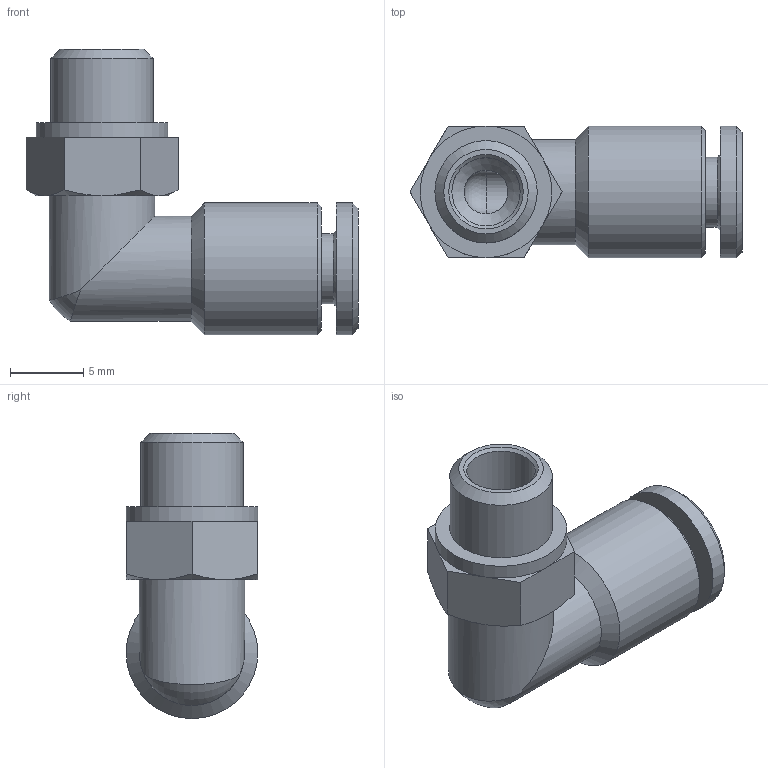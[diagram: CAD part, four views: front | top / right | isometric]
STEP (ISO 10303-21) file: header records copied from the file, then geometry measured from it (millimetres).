
FILE_DESCRIPTION(/* description */ ('STEP AP214'),/* implementation_level */ '2;1');
FILE_NAME(/* name */ '578278_NPQH-L-M7-Q4-P10',/* time_stamp */ '2024-09-13T05:24:33+02:00',/* author */ ('License CC BY-ND 4.0'),/* organization */ ('CADENAS'),/* preprocessor_version */ 'ST-DEVELOPER v19.3',/* originating_system */ 'PARTsolutions',/* authorisation */ ' ');
FILE_SCHEMA (('AUTOMOTIVE_DESIGN {1 0 10303 214 3 1 1}'));
Length unit declared in the file: millimetre
Products named in the file (1): 578278 NPQH-L-M7-Q4-P10
Bounding box: 22.7 x 9 x 19.5 mm (x, y, z)
Volume: 1259.3 mm3; surface area: 1421.7 mm2
Topology: 1 solids, 1 shells, 46 faces, 97 edges, 57 vertices
Faces by surface type: plane 19, cone 14, cylinder 11, torus 1, sphere 1
Full cylindrical faces by diameter (mm): 3 x2, 4 x1, 4.667 x1, 4.8 x1, 7 x1, 7.2 x2, 9 x3
Entity records: 1116 total; most frequent: CARTESIAN_POINT 217, DIRECTION 190, ORIENTED_EDGE 142, AXIS2_PLACEMENT_3D 86, EDGE_LOOP 72, FACE_BOUND 72, EDGE_CURVE 71, VERTEX_POINT 51
